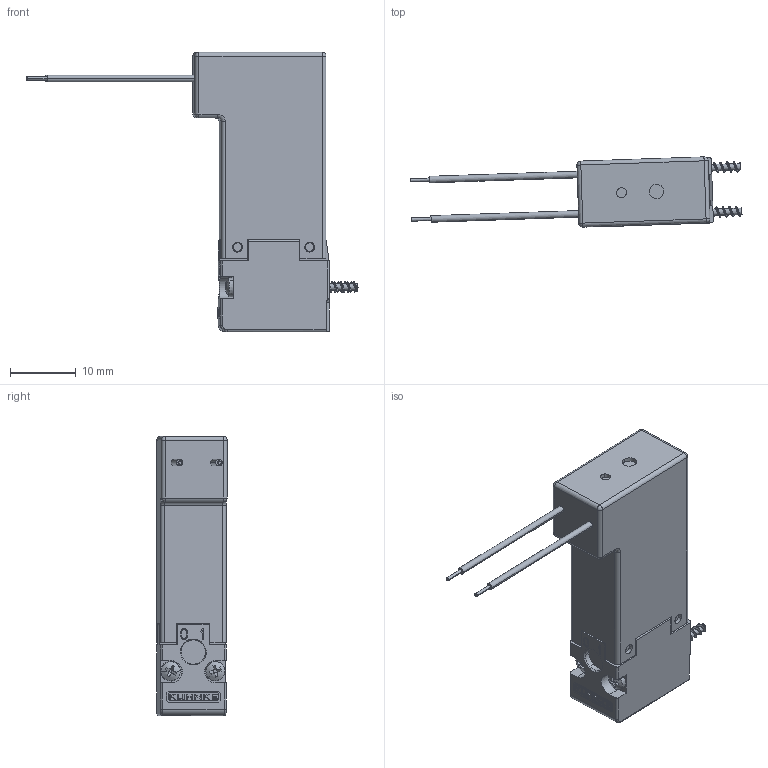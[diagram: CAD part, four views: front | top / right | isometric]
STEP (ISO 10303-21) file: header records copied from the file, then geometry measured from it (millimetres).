
FILE_DESCRIPTION(('CATIA V5 STEP','CAx-IF Rec.Pracs.--- Model Styling and Organization---1.4--- 2014-01-23'),'2;1');
FILE_NAME('SP763.0224.stp','2020-08-24T15:16:03+00:00',('none'),('none'),'CATIA Version 5-6 Release 2018 SP3 HF27','CATIA V5 STEP AP214','none');
FILE_SCHEMA(('AUTOMOTIVE_DESIGN { 1 0 10303 214 1 1 1 1 }'));
Length unit declared in the file: millimetre
Products named in the file (1): Part8
Bounding box: 50.61 x 10.7 x 42.58 mm (x, y, z)
Volume: 7242.9 mm3; surface area: 3531.1 mm2
Topology: 2 solids, 4 shells, 467 faces, 1252 edges, 820 vertices
Faces by surface type: plane 263, cylinder 145, cone 30, sphere 10, bspline 9, torus 6, revolution 4
Entity records: 15013 total; most frequent: CARTESIAN_POINT 4364, ORIENTED_EDGE 2492, DIRECTION 1646, EDGE_CURVE 1246, VERTEX_POINT 820, VECTOR 769, LINE 769, AXIS2_PLACEMENT_3D 585
